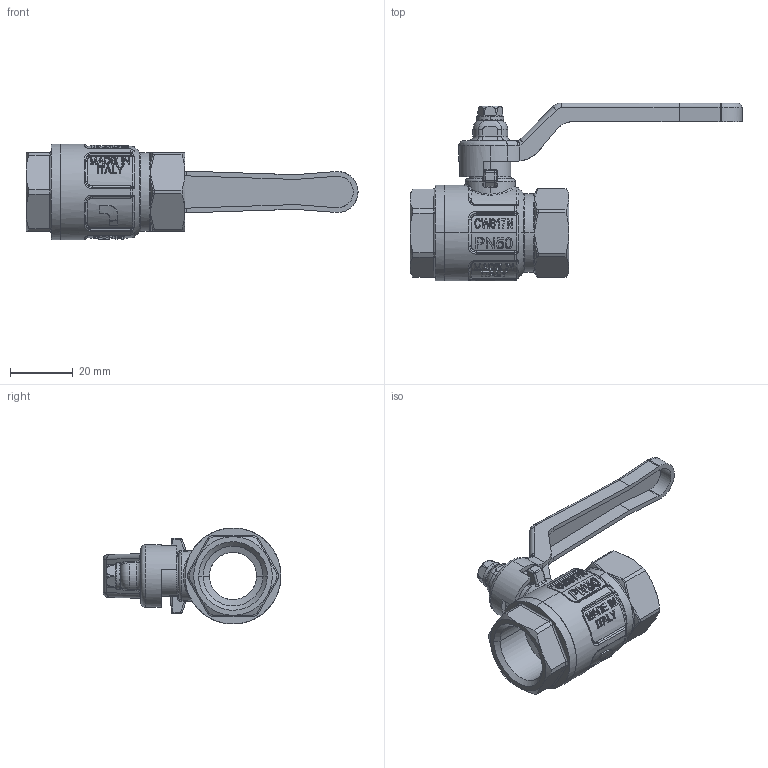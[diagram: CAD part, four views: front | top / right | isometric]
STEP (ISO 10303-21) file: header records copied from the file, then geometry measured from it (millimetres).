
FILE_DESCRIPTION (( 'STEP AP214' ), '1' );
FILE_NAME ('IT-IDEAL09004_R.STEP', '2018-09-14T13:45:00', ( '' ), ( '' ), 'SwSTEP 2.0', 'SolidWorks 2018', '' );
FILE_SCHEMA (( 'AUTOMOTIVE_DESIGN' ));
Products named in the file (1): IT-IDEAL09004_R
Bounding box: 105.49 x 56.55 x 30.5 mm (x, y, z)
Surface area: 13059 mm2 (no closed solid volume)
Topology: 0 solids, 5 shells, 1018 faces, 2684 edges, 1671 vertices
Faces by surface type: plane 393, bspline 307, cylinder 191, torus 73, cone 41, sphere 13
Entity records: 49196 total; most frequent: CARTESIAN_POINT 31002, ORIENTED_EDGE 5137, EDGE_CURVE 2642, B_SPLINE_CURVE_WITH_KNOTS 2518, VERTEX_POINT 1671, DIRECTION 1424, EDGE_LOOP 1085, FACE_OUTER_BOUND 1018
